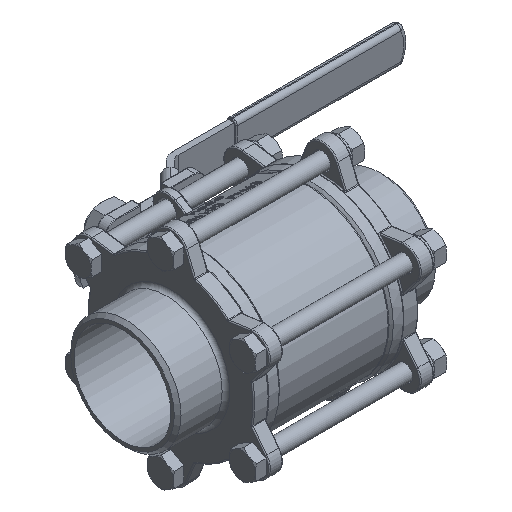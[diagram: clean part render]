
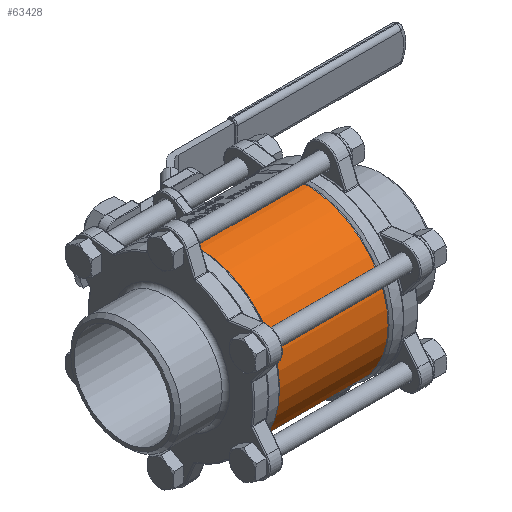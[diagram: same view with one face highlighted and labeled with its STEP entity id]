
A CAD part, isometric view. The second image highlights one B-rep face of the part: STEP entity #63428.
In plain terms, the highlighted cylindrical face has radius 83.5 mm (diameter 167 mm), a partial arc.
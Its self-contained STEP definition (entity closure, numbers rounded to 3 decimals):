
#1080 = CARTESIAN_POINT ( 'NONE',  ( 59., 0., 0. ) ) ;
#1111 = CYLINDRICAL_SURFACE ( 'NONE', #36461, 83.5 ) ;
#1112 = FACE_OUTER_BOUND ( 'NONE', #82574, .T. ) ;
#1140 = DIRECTION ( 'NONE',  ( -1., 0., 0. ) ) ;
#1142 = DIRECTION ( 'NONE',  ( 0., 0., 1. ) ) ;
#4158 = CARTESIAN_POINT ( 'NONE',  ( -56.086, 27.12, -78.973 ) ) ;
#4357 = CARTESIAN_POINT ( 'NONE',  ( -56.086, 26.578, 79.157 ) ) ;
#4457 = CARTESIAN_POINT ( 'NONE',  ( 56.086, 27.12, -78.973 ) ) ;
#4528 = CARTESIAN_POINT ( 'NONE',  ( 56.086, 26.578, 79.157 ) ) ;
#7698 = LINE ( 'NONE', #7700, #52836 ) ;
#7699 = CARTESIAN_POINT ( 'NONE',  ( 59., 26.578, 79.157 ) ) ;
#7700 = CARTESIAN_POINT ( 'NONE',  ( 59., 27.12, -78.973 ) ) ;
#7701 = DIRECTION ( 'NONE',  ( -1., 0., 0. ) ) ;
#7704 = LINE ( 'NONE', #7699, #52835 ) ;
#7705 = CARTESIAN_POINT ( 'NONE',  ( -56.086, 0., 0. ) ) ;
#7706 = DIRECTION ( 'NONE',  ( 1., 0., 0. ) ) ;
#7707 = DIRECTION ( 'NONE',  ( 0., 0., -1. ) ) ;
#7708 = DIRECTION ( 'NONE',  ( -1., 0., 0. ) ) ;
#7716 = CARTESIAN_POINT ( 'NONE',  ( 56.086, 0., 0. ) ) ;
#7717 = DIRECTION ( 'NONE',  ( -1., 0., 0. ) ) ;
#7718 = DIRECTION ( 'NONE',  ( 0., 0., 1. ) ) ;
#26621 = EDGE_CURVE ( 'NONE', #49085, #48767, #7698, .T. ) ;
#26622 = EDGE_CURVE ( 'NONE', #48975, #48767, #52965, .T. ) ;
#26623 = EDGE_CURVE ( 'NONE', #49151, #48975, #7704, .T. ) ;
#26626 = EDGE_CURVE ( 'NONE', #49085, #49151, #52832, .T. ) ;
#36461 = AXIS2_PLACEMENT_3D ( 'NONE', #1080, #1140, #1142 ) ;
#48767 = VERTEX_POINT ( 'NONE', #4158 ) ;
#48975 = VERTEX_POINT ( 'NONE', #4357 ) ;
#49085 = VERTEX_POINT ( 'NONE', #4457 ) ;
#49151 = VERTEX_POINT ( 'NONE', #4528 ) ;
#49354 = ORIENTED_EDGE ( 'NONE', *, *, #26623, .T. ) ;
#49394 = ORIENTED_EDGE ( 'NONE', *, *, #26626, .T. ) ;
#49403 = ORIENTED_EDGE ( 'NONE', *, *, #26621, .F. ) ;
#49454 = ORIENTED_EDGE ( 'NONE', *, *, #26622, .T. ) ;
#52831 = AXIS2_PLACEMENT_3D ( 'NONE', #7716, #7717, #7718 ) ;
#52832 = CIRCLE ( 'NONE', #52831, 83.5 ) ;
#52834 = AXIS2_PLACEMENT_3D ( 'NONE', #7705, #7706, #7707 ) ;
#52835 = VECTOR ( 'NONE', #7708, 1000. ) ;
#52836 = VECTOR ( 'NONE', #7701, 1000. ) ;
#52965 = CIRCLE ( 'NONE', #52834, 83.5 ) ;
#63428 = ADVANCED_FACE ( 'NONE', ( #1112 ), #1111, .T. ) ;
#82574 = EDGE_LOOP ( 'NONE', ( #49394, #49354, #49454, #49403 ) ) ;
